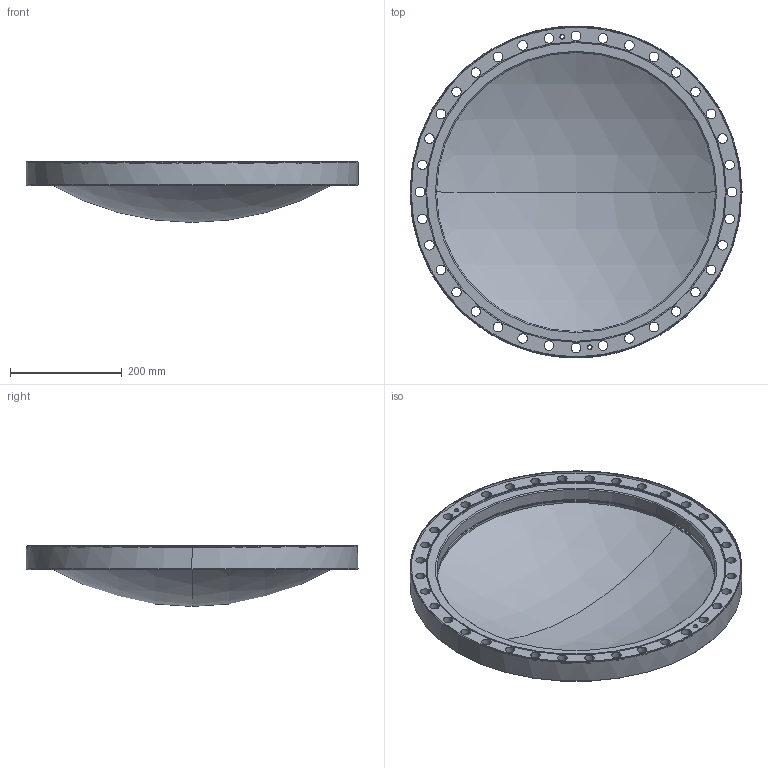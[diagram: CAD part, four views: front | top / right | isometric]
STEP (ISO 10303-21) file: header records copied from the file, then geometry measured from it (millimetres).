
FILE_DESCRIPTION (( 'STEP AP214' ), '1' );
FILE_NAME ('620FBF500-S.stp', '2017-05-08T05:15:30', ( '' ), ( '' ), 'SwSTEP 2.0', 'SolidWorks 2015', '' );
FILE_SCHEMA (( 'AUTOMOTIVE_DESIGN' ));
Length unit declared in the file: millimetre
Products named in the file (1): 620FBF500-S
Bounding box: 595 x 595 x 109.1 mm (x, y, z)
Volume: 3613430.1 mm3; surface area: 819187 mm2
Topology: 2 solids, 2 shells, 133 faces, 356 edges, 231 vertices
Faces by surface type: cylinder 90, cone 21, plane 14, torus 4, sphere 4
Entity records: 5931 total; most frequent: DIRECTION 847, CARTESIAN_POINT 733, ORIENTED_EDGE 712, AXIS2_PLACEMENT_3D 361, EDGE_CURVE 356, VERTEX_POINT 231, CIRCLE 227, EDGE_LOOP 215
